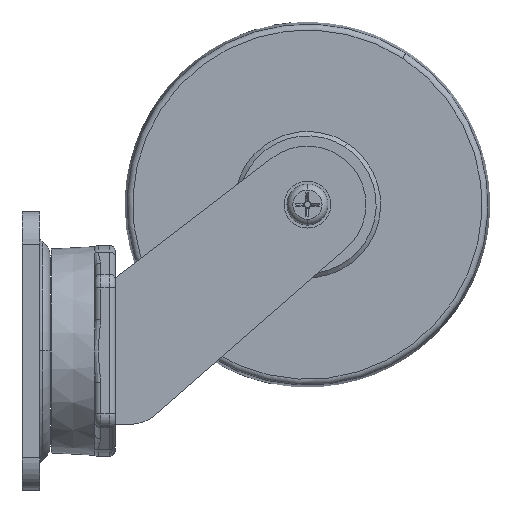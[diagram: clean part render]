
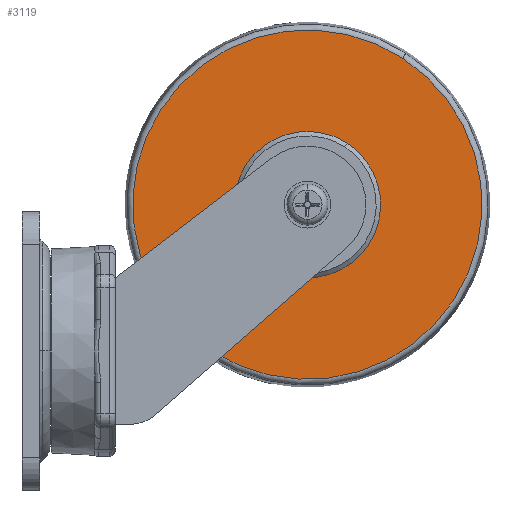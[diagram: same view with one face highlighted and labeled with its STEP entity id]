
A CAD part, left-side view. The second image highlights one B-rep face of the part: STEP entity #3119.
In plain terms, the highlighted planar face has unit normal (-1, 0, 0).
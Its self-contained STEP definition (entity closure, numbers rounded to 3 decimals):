
#590 = DIRECTION ( 'NONE',  ( 1., 0., 0. ) ) ;
#631 = CARTESIAN_POINT ( 'NONE',  ( -20., -65.65, 50. ) ) ;
#966 = VERTEX_POINT ( 'NONE', #3263 ) ;
#2240 = DIRECTION ( 'NONE',  ( 0., 0.545, -0.839 ) ) ;
#2475 = EDGE_CURVE ( 'NONE', #966, #11026, #17195, .T. ) ;
#3119 = ADVANCED_FACE ( 'NONE', ( #6246, #10063 ), #16745, .F. ) ;
#3200 = EDGE_LOOP ( 'NONE', ( #15759, #6046 ) ) ;
#3218 = CARTESIAN_POINT ( 'NONE',  ( -20., -65.65, 50. ) ) ;
#3263 = CARTESIAN_POINT ( 'NONE',  ( -20., -79.266, 70.967 ) ) ;
#4211 = DIRECTION ( 'NONE',  ( 0., 0.545, -0.839 ) ) ;
#4289 = CIRCLE ( 'NONE', #5942, 59.682 ) ;
#4828 = VERTEX_POINT ( 'NONE', #8755 ) ;
#4837 = DIRECTION ( 'NONE',  ( 0., 0.545, -0.839 ) ) ;
#5278 = AXIS2_PLACEMENT_3D ( 'NONE', #3218, #14580, #4837 ) ;
#5836 = AXIS2_PLACEMENT_3D ( 'NONE', #11843, #590, #11922 ) ;
#5942 = AXIS2_PLACEMENT_3D ( 'NONE', #631, #11955, #2240 ) ;
#6003 = CARTESIAN_POINT ( 'NONE',  ( -20., -65.65, 50. ) ) ;
#6046 = ORIENTED_EDGE ( 'NONE', *, *, #7485, .T. ) ;
#6246 = FACE_OUTER_BOUND ( 'NONE', #3200, .T. ) ;
#7485 = EDGE_CURVE ( 'NONE', #12271, #4828, #12435, .T. ) ;
#7637 = DIRECTION ( 'NONE',  ( 0., 0.545, -0.839 ) ) ;
#8003 = CARTESIAN_POINT ( 'NONE',  ( -20., -98.155, 100.054 ) ) ;
#8405 = DIRECTION ( 'NONE',  ( 1., 0., 0. ) ) ;
#8755 = CARTESIAN_POINT ( 'NONE',  ( -20., -33.145, -0.054 ) ) ;
#9466 = ORIENTED_EDGE ( 'NONE', *, *, #2475, .T. ) ;
#10063 = FACE_BOUND ( 'NONE', #21031, .T. ) ;
#11026 = VERTEX_POINT ( 'NONE', #18348 ) ;
#11044 = EDGE_CURVE ( 'NONE', #4828, #12271, #4289, .T. ) ;
#11843 = CARTESIAN_POINT ( 'NONE',  ( -20., -44.683, 63.616 ) ) ;
#11922 = DIRECTION ( 'NONE',  ( 0., 0.545, -0.839 ) ) ;
#11955 = DIRECTION ( 'NONE',  ( -1., 0., 0. ) ) ;
#12271 = VERTEX_POINT ( 'NONE', #8003 ) ;
#12435 = CIRCLE ( 'NONE', #5278, 59.682 ) ;
#13035 = AXIS2_PLACEMENT_3D ( 'NONE', #6003, #17367, #7637 ) ;
#13992 = EDGE_CURVE ( 'NONE', #11026, #966, #19729, .T. ) ;
#14580 = DIRECTION ( 'NONE',  ( -1., 0., 0. ) ) ;
#15759 = ORIENTED_EDGE ( 'NONE', *, *, #11044, .T. ) ;
#16745 = PLANE ( 'NONE',  #5836 ) ;
#17195 = CIRCLE ( 'NONE', #19043, 25. ) ;
#17218 = ORIENTED_EDGE ( 'NONE', *, *, #13992, .T. ) ;
#17367 = DIRECTION ( 'NONE',  ( 1., 0., 0. ) ) ;
#18130 = CARTESIAN_POINT ( 'NONE',  ( -20., -65.65, 50. ) ) ;
#18348 = CARTESIAN_POINT ( 'NONE',  ( -20., -52.034, 29.033 ) ) ;
#19043 = AXIS2_PLACEMENT_3D ( 'NONE', #18130, #8405, #4211 ) ;
#19729 = CIRCLE ( 'NONE', #13035, 25. ) ;
#21031 = EDGE_LOOP ( 'NONE', ( #17218, #9466 ) ) ;
